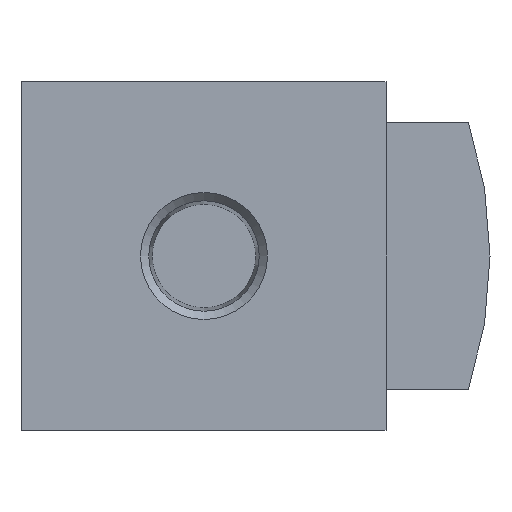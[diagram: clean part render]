
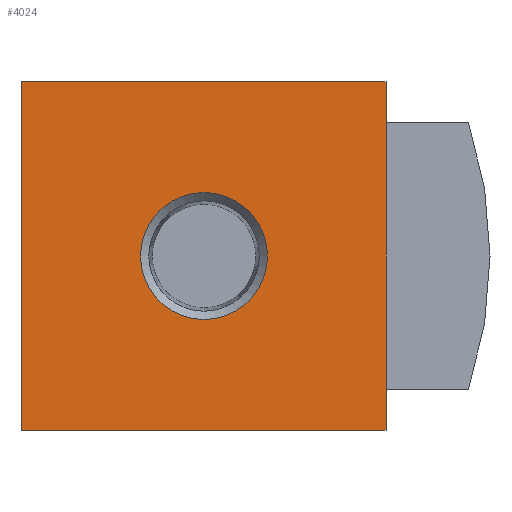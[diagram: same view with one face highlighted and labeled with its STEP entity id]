
A CAD part, front view. The second image highlights one B-rep face of the part: STEP entity #4024.
In plain terms, the highlighted planar face has unit normal (0, -1, 0).
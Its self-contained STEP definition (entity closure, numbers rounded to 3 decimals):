
#111=PLANE('',#4323);
#260=LINE('',#5765,#742);
#366=LINE('',#5987,#848);
#381=LINE('',#6025,#863);
#427=LINE('',#6143,#909);
#742=VECTOR('',#4576,1000.);
#848=VECTOR('',#4748,1000.);
#863=VECTOR('',#4777,1000.);
#909=VECTOR('',#4865,1000.);
#1719=ORIENTED_EDGE('',*,*,#2733,.F.);
#1720=ORIENTED_EDGE('',*,*,#2404,.F.);
#1721=ORIENTED_EDGE('',*,*,#2518,.F.);
#1722=ORIENTED_EDGE('',*,*,#2597,.F.);
#1723=ORIENTED_EDGE('',*,*,#2538,.F.);
#2404=EDGE_CURVE('',#2983,#2984,#260,.T.);
#2518=EDGE_CURVE('',#3066,#2983,#366,.T.);
#2538=EDGE_CURVE('',#2984,#3083,#381,.T.);
#2597=EDGE_CURVE('',#3083,#3066,#427,.T.);
#2733=EDGE_CURVE('',#3242,#3242,#3382,.T.);
#2983=VERTEX_POINT('',#5764);
#2984=VERTEX_POINT('',#5766);
#3066=VERTEX_POINT('',#5986);
#3083=VERTEX_POINT('',#6026);
#3242=VERTEX_POINT('',#6414);
#3382=CIRCLE('',#4324,7.33);
#3493=EDGE_LOOP('',(#1719));
#3494=EDGE_LOOP('',(#1720,#1721,#1722,#1723));
#3743=FACE_BOUND('',#3493,.T.);
#3744=FACE_BOUND('',#3494,.T.);
#4024=ADVANCED_FACE('',(#3743,#3744),#111,.F.);
#4323=AXIS2_PLACEMENT_3D('',#6412,#5088,#5089);
#4324=AXIS2_PLACEMENT_3D('',#6413,#5090,#5091);
#4576=DIRECTION('',(0.,0.,1.));
#4748=DIRECTION('',(-1.,0.,0.));
#4777=DIRECTION('',(1.,0.,0.));
#4865=DIRECTION('',(0.,0.,-1.));
#5088=DIRECTION('',(0.,1.,0.));
#5089=DIRECTION('',(0.,0.,1.));
#5090=DIRECTION('',(0.,-1.,0.));
#5091=DIRECTION('',(0.,0.,-1.));
#5764=CARTESIAN_POINT('',(-21.,-31.5,-20.1));
#5765=CARTESIAN_POINT('',(-21.,-31.5,-20.1));
#5766=CARTESIAN_POINT('',(-21.,-31.5,20.1));
#5986=CARTESIAN_POINT('',(21.,-31.5,-20.1));
#5987=CARTESIAN_POINT('',(21.,-31.5,-20.1));
#6025=CARTESIAN_POINT('',(-21.,-31.5,20.1));
#6026=CARTESIAN_POINT('',(21.,-31.5,20.1));
#6143=CARTESIAN_POINT('',(21.,-31.5,20.1));
#6412=CARTESIAN_POINT('',(0.,-31.5,0.));
#6413=CARTESIAN_POINT('',(0.,-31.5,0.));
#6414=CARTESIAN_POINT('',(0.,-31.5,-7.33));
